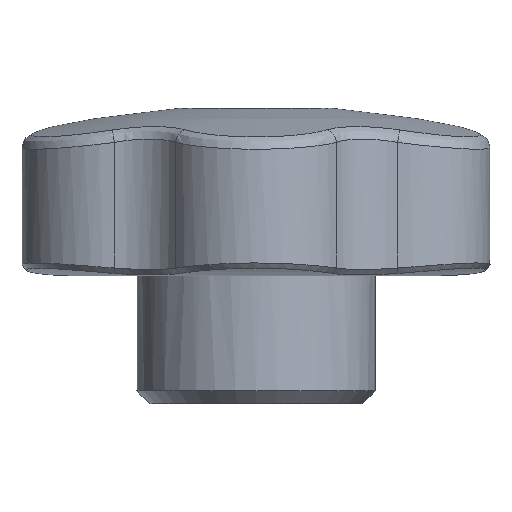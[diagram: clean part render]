
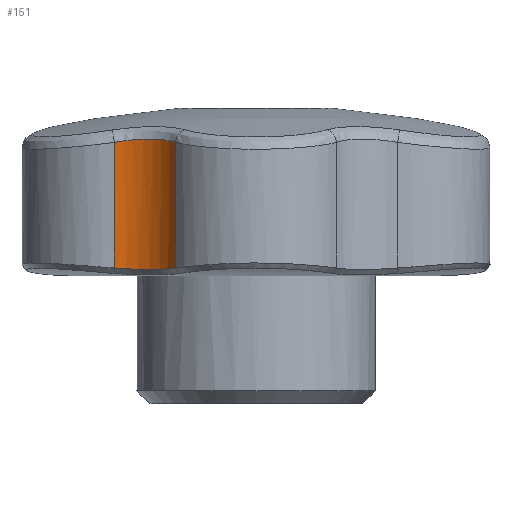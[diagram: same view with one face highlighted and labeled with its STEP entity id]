
A CAD part, front view. The second image highlights one B-rep face of the part: STEP entity #151.
In plain terms, the highlighted cylindrical face has radius 8.5 mm (diameter 17 mm), a partial arc.
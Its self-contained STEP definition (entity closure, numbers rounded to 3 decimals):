
#151 = ADVANCED_FACE( '', ( #345 ), #346, .F. );
#345 = FACE_OUTER_BOUND( '', #1132, .T. );
#346 = CYLINDRICAL_SURFACE( '', #1133, 8.5 );
#1132 = EDGE_LOOP( '', ( #3709, #3710, #3711, #3712 ) );
#1133 = AXIS2_PLACEMENT_3D( '', #3713, #3714, #3715 );
#3709 = ORIENTED_EDGE( '', *, *, #4043, .T. );
#3710 = ORIENTED_EDGE( '', *, *, #4161, .T. );
#3711 = ORIENTED_EDGE( '', *, *, #4162, .F. );
#3712 = ORIENTED_EDGE( '', *, *, #4137, .T. );
#3713 = CARTESIAN_POINT( '', ( -16.742, -28.998, 36.7 ) );
#3714 = DIRECTION( '', ( 0., 0., 1. ) );
#3715 = DIRECTION( '', ( -1., 0., 0. ) );
#4043 = EDGE_CURVE( '', #4290, #4288, #4291, .T. );
#4137 = EDGE_CURVE( '', #4439, #4290, #4445, .T. );
#4161 = EDGE_CURVE( '', #4288, #4467, #4478, .T. );
#4162 = EDGE_CURVE( '', #4439, #4467, #4479, .T. );
#4288 = VERTEX_POINT( '', #4694 );
#4290 = VERTEX_POINT( '', #4721 );
#4291 = LINE( '', #4722, #4723 );
#4439 = VERTEX_POINT( '', #5686 );
#4445 = B_SPLINE_CURVE_WITH_KNOTS( '', 3, ( #5729, #5730, #5731, #5732, #5733, #5734, #5735, #5736, #5737, #5738, #5739, #5740, #5741, #5742, #5743, #5744, #5745, #5746, #5747, #5748, #5749, #5750, #5751, #5752, #5753, #5754, #5755, #5756, #5757, #5758, #5759, #5760, #5761, #5762, #5763, #5764 ), .UNSPECIFIED., .F., .F., ( 4, 1, 1, 1, 1, 2, 2, 1, 1, 2, 1, 1, 1, 2, 2, 1, 1, 2, 1, 1, 1, 2, 2, 1, 1, 4 ), ( 0., 0.001, 0.001, 0.002, 0.002, 0.003, 0.003, 0.003, 0.003, 0.003, 0.004, 0.004, 0.005, 0.005, 0.005, 0.006, 0.006, 0.006, 0.006, 0.007, 0.008, 0.008, 0.008, 0.008, 0.008, 0.009 ), .UNSPECIFIED. );
#4467 = VERTEX_POINT( '', #5858 );
#4478 = B_SPLINE_CURVE_WITH_KNOTS( '', 3, ( #5953, #5954, #5955, #5956, #5957, #5958, #5959, #5960, #5961, #5962, #5963, #5964, #5965, #5966, #5967, #5968, #5969, #5970, #5971, #5972, #5973, #5974, #5975, #5976, #5977, #5978, #5979, #5980, #5981, #5982, #5983, #5984, #5985, #5986 ), .UNSPECIFIED., .F., .F., ( 4, 1, 1, 1, 1, 1, 1, 1, 1, 1, 1, 1, 1, 1, 1, 1, 1, 1, 1, 1, 1, 1, 1, 1, 1, 1, 1, 1, 1, 1, 1, 4 ), ( 0., 0.032, 0.065, 0.097, 0.129, 0.161, 0.194, 0.226, 0.258, 0.29, 0.323, 0.355, 0.387, 0.419, 0.452, 0.484, 0.516, 0.548, 0.581, 0.613, 0.645, 0.677, 0.709, 0.742, 0.774, 0.806, 0.839, 0.871, 0.903, 0.935, 0.968, 1. ), .UNSPECIFIED. );
#4479 = LINE( '', #5987, #5988 );
#4694 = CARTESIAN_POINT( '', ( -16.617, -20.499, 15.902 ) );
#4721 = CARTESIAN_POINT( '', ( -16.617, -20.499, 30.648 ) );
#4722 = CARTESIAN_POINT( '', ( -16.617, -20.499, 36.7 ) );
#4723 = VECTOR( '', #7299, 1000. );
#5686 = CARTESIAN_POINT( '', ( -9.444, -24.64, 30.648 ) );
#5729 = CARTESIAN_POINT( '', ( -9.444, -24.64, 30.648 ) );
#5730 = CARTESIAN_POINT( '', ( -9.536, -24.485, 30.68 ) );
#5731 = CARTESIAN_POINT( '', ( -9.73, -24.183, 30.739 ) );
#5732 = CARTESIAN_POINT( '', ( -10.048, -23.751, 30.816 ) );
#5733 = CARTESIAN_POINT( '', ( -10.392, -23.339, 30.882 ) );
#5734 = CARTESIAN_POINT( '', ( -10.763, -22.948, 30.936 ) );
#5735 = CARTESIAN_POINT( '', ( -11.029, -22.702, 30.965 ) );
#5736 = CARTESIAN_POINT( '', ( -11.183, -22.567, 30.979 ) );
#5737 = CARTESIAN_POINT( '', ( -11.201, -22.552, 30.98 ) );
#5738 = CARTESIAN_POINT( '', ( -11.235, -22.523, 30.983 ) );
#5739 = CARTESIAN_POINT( '', ( -11.287, -22.478, 30.988 ) );
#5740 = CARTESIAN_POINT( '', ( -11.41, -22.377, 30.997 ) );
#5741 = CARTESIAN_POINT( '', ( -11.517, -22.293, 31.004 ) );
#5742 = CARTESIAN_POINT( '', ( -11.733, -22.128, 31.016 ) );
#5743 = CARTESIAN_POINT( '', ( -12.027, -21.919, 31.029 ) );
#5744 = CARTESIAN_POINT( '', ( -12.486, -21.634, 31.035 ) );
#5745 = CARTESIAN_POINT( '', ( -12.963, -21.378, 31.029 ) );
#5746 = CARTESIAN_POINT( '', ( -13.293, -21.227, 31.017 ) );
#5747 = CARTESIAN_POINT( '', ( -13.482, -21.148, 31.007 ) );
#5748 = CARTESIAN_POINT( '', ( -13.504, -21.139, 31.006 ) );
#5749 = CARTESIAN_POINT( '', ( -13.546, -21.122, 31.004 ) );
#5750 = CARTESIAN_POINT( '', ( -13.609, -21.096, 31.001 ) );
#5751 = CARTESIAN_POINT( '', ( -13.758, -21.038, 30.992 ) );
#5752 = CARTESIAN_POINT( '', ( -13.885, -20.992, 30.984 ) );
#5753 = CARTESIAN_POINT( '', ( -14.142, -20.903, 30.965 ) );
#5754 = CARTESIAN_POINT( '', ( -14.486, -20.797, 30.937 ) );
#5755 = CARTESIAN_POINT( '', ( -15.009, -20.671, 30.882 ) );
#5756 = CARTESIAN_POINT( '', ( -15.539, -20.578, 30.817 ) );
#5757 = CARTESIAN_POINT( '', ( -15.897, -20.538, 30.765 ) );
#5758 = CARTESIAN_POINT( '', ( -16.099, -20.522, 30.734 ) );
#5759 = CARTESIAN_POINT( '', ( -16.121, -20.521, 30.73 ) );
#5760 = CARTESIAN_POINT( '', ( -16.166, -20.517, 30.723 ) );
#5761 = CARTESIAN_POINT( '', ( -16.234, -20.513, 30.712 ) );
#5762 = CARTESIAN_POINT( '', ( -16.392, -20.504, 30.687 ) );
#5763 = CARTESIAN_POINT( '', ( -16.527, -20.5, 30.664 ) );
#5764 = CARTESIAN_POINT( '', ( -16.617, -20.499, 30.648 ) );
#5858 = CARTESIAN_POINT( '', ( -9.444, -24.64, 15.902 ) );
#5953 = CARTESIAN_POINT( '', ( -16.617, -20.499, 15.902 ) );
#5954 = CARTESIAN_POINT( '', ( -16.524, -20.501, 15.896 ) );
#5955 = CARTESIAN_POINT( '', ( -16.338, -20.506, 15.882 ) );
#5956 = CARTESIAN_POINT( '', ( -16.059, -20.524, 15.864 ) );
#5957 = CARTESIAN_POINT( '', ( -15.782, -20.551, 15.846 ) );
#5958 = CARTESIAN_POINT( '', ( -15.505, -20.587, 15.831 ) );
#5959 = CARTESIAN_POINT( '', ( -15.229, -20.632, 15.816 ) );
#5960 = CARTESIAN_POINT( '', ( -14.956, -20.686, 15.803 ) );
#5961 = CARTESIAN_POINT( '', ( -14.684, -20.749, 15.791 ) );
#5962 = CARTESIAN_POINT( '', ( -14.414, -20.821, 15.78 ) );
#5963 = CARTESIAN_POINT( '', ( -14.147, -20.902, 15.771 ) );
#5964 = CARTESIAN_POINT( '', ( -13.883, -20.992, 15.763 ) );
#5965 = CARTESIAN_POINT( '', ( -13.622, -21.09, 15.756 ) );
#5966 = CARTESIAN_POINT( '', ( -13.364, -21.196, 15.751 ) );
#5967 = CARTESIAN_POINT( '', ( -13.109, -21.311, 15.747 ) );
#5968 = CARTESIAN_POINT( '', ( -12.859, -21.435, 15.744 ) );
#5969 = CARTESIAN_POINT( '', ( -12.613, -21.566, 15.743 ) );
#5970 = CARTESIAN_POINT( '', ( -12.371, -21.706, 15.743 ) );
#5971 = CARTESIAN_POINT( '', ( -12.134, -21.853, 15.744 ) );
#5972 = CARTESIAN_POINT( '', ( -11.902, -22.008, 15.747 ) );
#5973 = CARTESIAN_POINT( '', ( -11.675, -22.171, 15.751 ) );
#5974 = CARTESIAN_POINT( '', ( -11.454, -22.341, 15.756 ) );
#5975 = CARTESIAN_POINT( '', ( -11.238, -22.518, 15.763 ) );
#5976 = CARTESIAN_POINT( '', ( -11.029, -22.702, 15.771 ) );
#5977 = CARTESIAN_POINT( '', ( -10.825, -22.893, 15.78 ) );
#5978 = CARTESIAN_POINT( '', ( -10.628, -23.091, 15.791 ) );
#5979 = CARTESIAN_POINT( '', ( -10.437, -23.295, 15.803 ) );
#5980 = CARTESIAN_POINT( '', ( -10.253, -23.505, 15.816 ) );
#5981 = CARTESIAN_POINT( '', ( -10.077, -23.721, 15.831 ) );
#5982 = CARTESIAN_POINT( '', ( -9.907, -23.942, 15.846 ) );
#5983 = CARTESIAN_POINT( '', ( -9.745, -24.17, 15.864 ) );
#5984 = CARTESIAN_POINT( '', ( -9.59, -24.402, 15.882 ) );
#5985 = CARTESIAN_POINT( '', ( -9.493, -24.56, 15.896 ) );
#5986 = CARTESIAN_POINT( '', ( -9.444, -24.64, 15.902 ) );
#5987 = CARTESIAN_POINT( '', ( -9.444, -24.64, 36.7 ) );
#5988 = VECTOR( '', #7397, 1000. );
#7299 = DIRECTION( '', ( 0., 0., -1. ) );
#7397 = DIRECTION( '', ( 0., 0., -1. ) );
